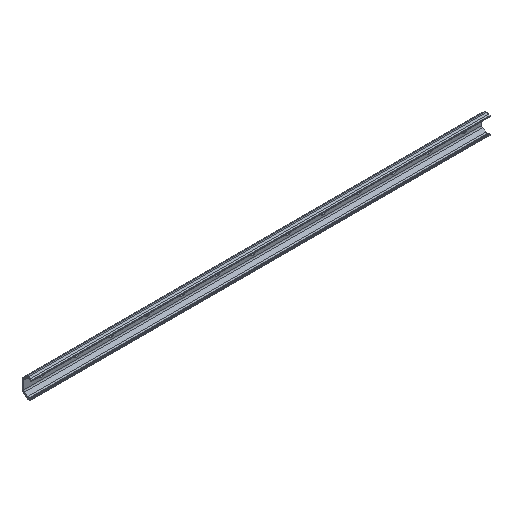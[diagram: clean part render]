
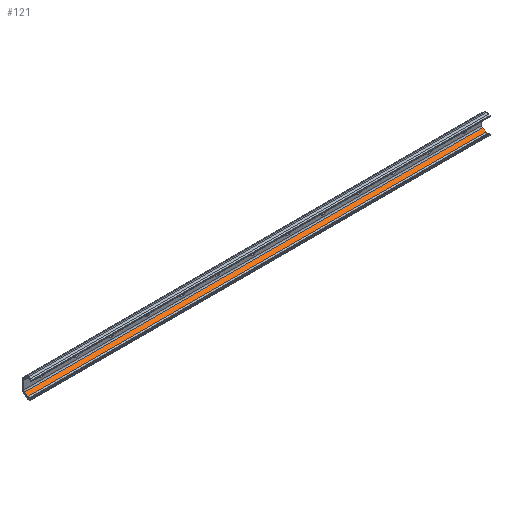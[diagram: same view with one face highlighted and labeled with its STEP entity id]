
A CAD part, isometric view. The second image highlights one B-rep face of the part: STEP entity #121.
In plain terms, the highlighted planar face has unit normal (0, -0.574, 0.819).
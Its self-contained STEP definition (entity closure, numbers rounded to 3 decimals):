
#3 = EDGE_CURVE ( 'NONE', #1930, #430, #706, .T. ) ;
#104 = VERTEX_POINT ( 'NONE', #331 ) ;
#121 = ADVANCED_FACE ( 'NONE', ( #1440 ), #2305, .F. ) ;
#163 = DIRECTION ( 'NONE',  ( -1., 0., 0. ) ) ;
#229 = EDGE_LOOP ( 'NONE', ( #2567, #2570, #2582, #1591 ) ) ;
#317 = CARTESIAN_POINT ( 'NONE',  ( 520., -1.706, -12.612 ) ) ;
#326 = DIRECTION ( 'NONE',  ( 0., -0.819, -0.574 ) ) ;
#331 = CARTESIAN_POINT ( 'NONE',  ( 520., -1.706, -12.612 ) ) ;
#430 = VERTEX_POINT ( 'NONE', #2655 ) ;
#500 = VECTOR ( 'NONE', #772, 1000. ) ;
#574 = EDGE_CURVE ( 'NONE', #104, #1930, #2317, .T. ) ;
#586 = CARTESIAN_POINT ( 'NONE',  ( 520., -9.204, -17.862 ) ) ;
#706 = LINE ( 'NONE', #2048, #1555 ) ;
#732 = CARTESIAN_POINT ( 'NONE',  ( -520., -1.706, -12.612 ) ) ;
#747 = DIRECTION ( 'NONE',  ( 0., 0.574, -0.819 ) ) ;
#772 = DIRECTION ( 'NONE',  ( -1., 0., 0. ) ) ;
#1014 = CARTESIAN_POINT ( 'NONE',  ( 520., -9.204, -17.862 ) ) ;
#1039 = EDGE_CURVE ( 'NONE', #104, #2622, #2817, .T. ) ;
#1071 = AXIS2_PLACEMENT_3D ( 'NONE', #2092, #747, #1640 ) ;
#1081 = VECTOR ( 'NONE', #326, 1000. ) ;
#1279 = LINE ( 'NONE', #586, #1638 ) ;
#1440 = FACE_OUTER_BOUND ( 'NONE', #229, .T. ) ;
#1520 = EDGE_CURVE ( 'NONE', #2622, #430, #1279, .T. ) ;
#1555 = VECTOR ( 'NONE', #2479, 1000. ) ;
#1591 = ORIENTED_EDGE ( 'NONE', *, *, #574, .T. ) ;
#1638 = VECTOR ( 'NONE', #163, 1000. ) ;
#1640 = DIRECTION ( 'NONE',  ( 0., 0.819, 0.574 ) ) ;
#1930 = VERTEX_POINT ( 'NONE', #732 ) ;
#2048 = CARTESIAN_POINT ( 'NONE',  ( -520., -9.204, -17.862 ) ) ;
#2092 = CARTESIAN_POINT ( 'NONE',  ( 520., -9.204, -17.862 ) ) ;
#2305 = PLANE ( 'NONE',  #1071 ) ;
#2317 = LINE ( 'NONE', #317, #500 ) ;
#2479 = DIRECTION ( 'NONE',  ( 0., -0.819, -0.574 ) ) ;
#2567 = ORIENTED_EDGE ( 'NONE', *, *, #3, .T. ) ;
#2570 = ORIENTED_EDGE ( 'NONE', *, *, #1520, .F. ) ;
#2582 = ORIENTED_EDGE ( 'NONE', *, *, #1039, .F. ) ;
#2622 = VERTEX_POINT ( 'NONE', #2634 ) ;
#2634 = CARTESIAN_POINT ( 'NONE',  ( 520., -9.204, -17.862 ) ) ;
#2655 = CARTESIAN_POINT ( 'NONE',  ( -520., -9.204, -17.862 ) ) ;
#2817 = LINE ( 'NONE', #1014, #1081 ) ;
